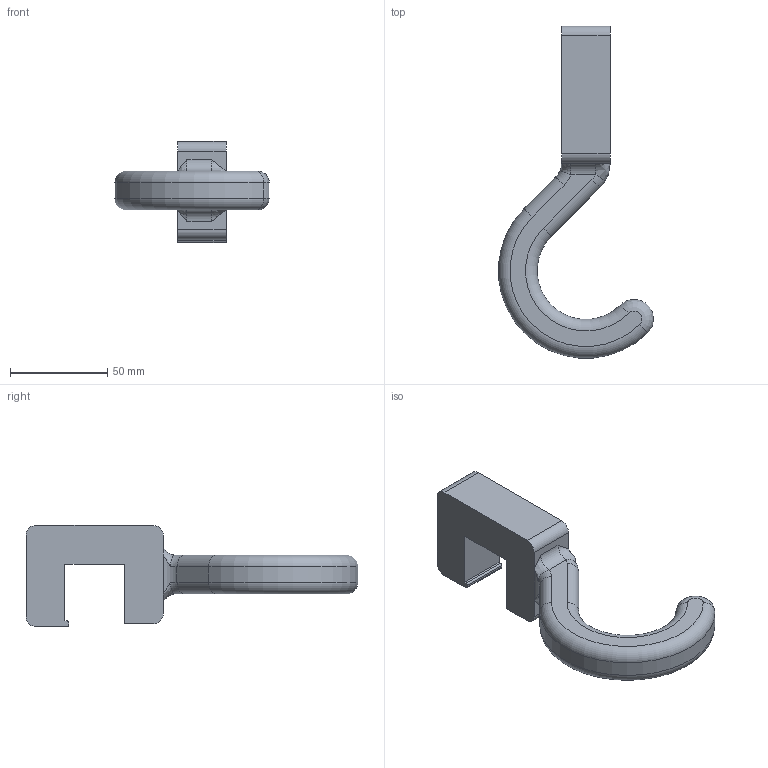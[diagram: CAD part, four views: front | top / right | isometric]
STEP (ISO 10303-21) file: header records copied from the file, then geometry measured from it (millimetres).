
FILE_DESCRIPTION(('FreeCAD Model'),'2;1');
FILE_NAME('bicycle hook.step', '2020-10-20T16:42:35',('Author'),(''), 'Open CASCADE STEP processor 7.4','FreeCAD','Unknown');
FILE_SCHEMA(('AUTOMOTIVE_DESIGN { 1 0 10303 214 1 1 1 1 }'));
Length unit declared in the file: millimetre
Products named in the file (1): Fillet003
Bounding box: 79.54 x 170.61 x 52 mm (x, y, z)
Volume: 125402.3 mm3; surface area: 23547 mm2
Topology: 1 solids, 1 shells, 48 faces, 118 edges, 72 vertices
Faces by surface type: plane 17, cylinder 17, torus 8, bspline 4, revolution 2
Entity records: 5511 total; most frequent: CARTESIAN_POINT 3224, DIRECTION 398, ORIENTED_EDGE 236, PCURVE 236, DEFINITIONAL_REPRESENTATION 236, LINE 212, VECTOR 212, EDGE_CURVE 118
